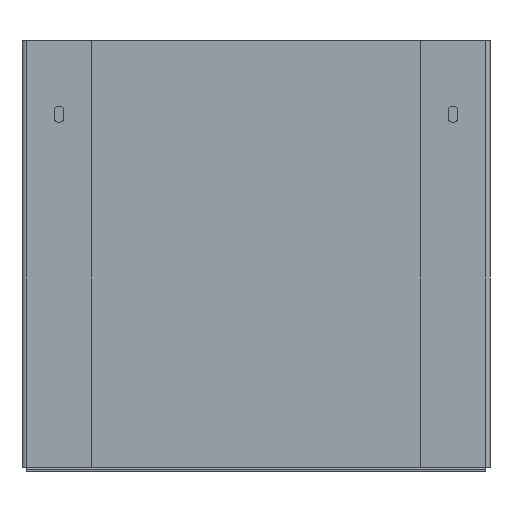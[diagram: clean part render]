
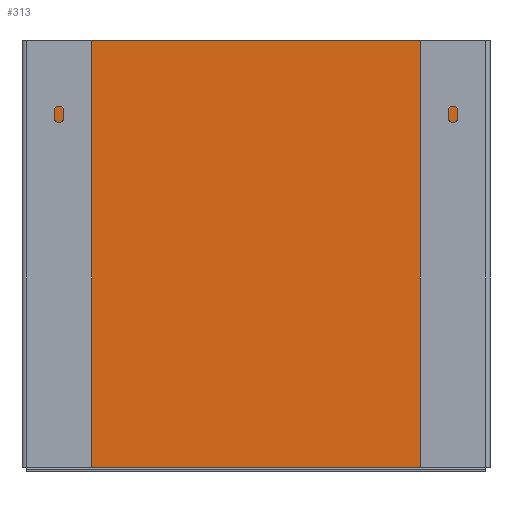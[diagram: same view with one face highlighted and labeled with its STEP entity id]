
A CAD part, left-side view. The second image highlights one B-rep face of the part: STEP entity #313.
In plain terms, the highlighted planar face has unit normal (-1, 0, 0).
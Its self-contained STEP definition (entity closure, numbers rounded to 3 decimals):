
#22 = VERTEX_POINT('',#23);
#23 = CARTESIAN_POINT('',(0.,-140.,130.));
#32 = PLANE('',#33);
#33 = AXIS2_PLACEMENT_3D('',#34,#35,#36);
#34 = CARTESIAN_POINT('',(0.,-140.,130.));
#35 = DIRECTION('',(0.,0.,1.));
#36 = DIRECTION('',(0.,1.,0.));
#85 = VERTEX_POINT('',#86);
#86 = CARTESIAN_POINT('',(0.,140.,130.));
#112 = EDGE_CURVE('',#22,#85,#113,.T.);
#113 = SURFACE_CURVE('',#114,(#118,#125),.PCURVE_S1.);
#114 = LINE('',#115,#116);
#115 = CARTESIAN_POINT('',(0.,-140.,130.));
#116 = VECTOR('',#117,1.);
#117 = DIRECTION('',(0.,1.,0.));
#118 = PCURVE('',#32,#119);
#119 = DEFINITIONAL_REPRESENTATION('',(#120),#124);
#120 = LINE('',#121,#122);
#121 = CARTESIAN_POINT('',(0.,0.));
#122 = VECTOR('',#123,1.);
#123 = DIRECTION('',(1.,0.));
#124 = ( GEOMETRIC_REPRESENTATION_CONTEXT(2) 
PARAMETRIC_REPRESENTATION_CONTEXT() REPRESENTATION_CONTEXT('2D SPACE',''
  ) );
#125 = PCURVE('',#126,#131);
#126 = PLANE('',#127);
#127 = AXIS2_PLACEMENT_3D('',#128,#129,#130);
#128 = CARTESIAN_POINT('',(0.,0.,0.));
#129 = DIRECTION('',(1.,0.,0.));
#130 = DIRECTION('',(0.,0.,1.));
#131 = DEFINITIONAL_REPRESENTATION('',(#132),#136);
#132 = LINE('',#133,#134);
#133 = CARTESIAN_POINT('',(130.,140.));
#134 = VECTOR('',#135,1.);
#135 = DIRECTION('',(0.,-1.));
#136 = ( GEOMETRIC_REPRESENTATION_CONTEXT(2) 
PARAMETRIC_REPRESENTATION_CONTEXT() REPRESENTATION_CONTEXT('2D SPACE',''
  ) );
#213 = CYLINDRICAL_SURFACE('',#214,1.);
#214 = AXIS2_PLACEMENT_3D('',#215,#216,#217);
#215 = CARTESIAN_POINT('',(-1.,-140.,130.));
#216 = DIRECTION('',(-0.,-0.,-1.));
#217 = DIRECTION('',(1.,0.,0.));
#246 = CYLINDRICAL_SURFACE('',#247,1.);
#247 = AXIS2_PLACEMENT_3D('',#248,#249,#250);
#248 = CARTESIAN_POINT('',(-1.,140.,-130.));
#249 = DIRECTION('',(0.,0.,1.));
#250 = DIRECTION('',(1.,0.,0.));
#313 = ADVANCED_FACE('',(#314),#126,.F.);
#314 = FACE_BOUND('',#315,.T.);
#315 = EDGE_LOOP('',(#316,#317,#340,#368));
#316 = ORIENTED_EDGE('',*,*,#112,.T.);
#317 = ORIENTED_EDGE('',*,*,#318,.T.);
#318 = EDGE_CURVE('',#85,#319,#321,.T.);
#319 = VERTEX_POINT('',#320);
#320 = CARTESIAN_POINT('',(0.,140.,-130.));
#321 = SURFACE_CURVE('',#322,(#326,#333),.PCURVE_S1.);
#322 = LINE('',#323,#324);
#323 = CARTESIAN_POINT('',(0.,140.,130.));
#324 = VECTOR('',#325,1.);
#325 = DIRECTION('',(0.,0.,-1.));
#326 = PCURVE('',#126,#327);
#327 = DEFINITIONAL_REPRESENTATION('',(#328),#332);
#328 = LINE('',#329,#330);
#329 = CARTESIAN_POINT('',(130.,-140.));
#330 = VECTOR('',#331,1.);
#331 = DIRECTION('',(-1.,0.));
#332 = ( GEOMETRIC_REPRESENTATION_CONTEXT(2) 
PARAMETRIC_REPRESENTATION_CONTEXT() REPRESENTATION_CONTEXT('2D SPACE',''
  ) );
#333 = PCURVE('',#246,#334);
#334 = DEFINITIONAL_REPRESENTATION('',(#335),#339);
#335 = LINE('',#336,#337);
#336 = CARTESIAN_POINT('',(0.,260.));
#337 = VECTOR('',#338,1.);
#338 = DIRECTION('',(-0.,-1.));
#339 = ( GEOMETRIC_REPRESENTATION_CONTEXT(2) 
PARAMETRIC_REPRESENTATION_CONTEXT() REPRESENTATION_CONTEXT('2D SPACE',''
  ) );
#340 = ORIENTED_EDGE('',*,*,#341,.T.);
#341 = EDGE_CURVE('',#319,#342,#344,.T.);
#342 = VERTEX_POINT('',#343);
#343 = CARTESIAN_POINT('',(0.,-140.,-130.));
#344 = SURFACE_CURVE('',#345,(#349,#356),.PCURVE_S1.);
#345 = LINE('',#346,#347);
#346 = CARTESIAN_POINT('',(0.,140.,-130.));
#347 = VECTOR('',#348,1.);
#348 = DIRECTION('',(0.,-1.,0.));
#349 = PCURVE('',#126,#350);
#350 = DEFINITIONAL_REPRESENTATION('',(#351),#355);
#351 = LINE('',#352,#353);
#352 = CARTESIAN_POINT('',(-130.,-140.));
#353 = VECTOR('',#354,1.);
#354 = DIRECTION('',(0.,1.));
#355 = ( GEOMETRIC_REPRESENTATION_CONTEXT(2) 
PARAMETRIC_REPRESENTATION_CONTEXT() REPRESENTATION_CONTEXT('2D SPACE',''
  ) );
#356 = PCURVE('',#357,#362);
#357 = CYLINDRICAL_SURFACE('',#358,1.);
#358 = AXIS2_PLACEMENT_3D('',#359,#360,#361);
#359 = CARTESIAN_POINT('',(-1.,-140.,-130.));
#360 = DIRECTION('',(0.,1.,0.));
#361 = DIRECTION('',(1.,0.,0.));
#362 = DEFINITIONAL_REPRESENTATION('',(#363),#367);
#363 = LINE('',#364,#365);
#364 = CARTESIAN_POINT('',(0.,280.));
#365 = VECTOR('',#366,1.);
#366 = DIRECTION('',(-0.,-1.));
#367 = ( GEOMETRIC_REPRESENTATION_CONTEXT(2) 
PARAMETRIC_REPRESENTATION_CONTEXT() REPRESENTATION_CONTEXT('2D SPACE',''
  ) );
#368 = ORIENTED_EDGE('',*,*,#369,.T.);
#369 = EDGE_CURVE('',#342,#22,#370,.T.);
#370 = SURFACE_CURVE('',#371,(#375,#382),.PCURVE_S1.);
#371 = LINE('',#372,#373);
#372 = CARTESIAN_POINT('',(0.,-140.,-130.));
#373 = VECTOR('',#374,1.);
#374 = DIRECTION('',(0.,0.,1.));
#375 = PCURVE('',#126,#376);
#376 = DEFINITIONAL_REPRESENTATION('',(#377),#381);
#377 = LINE('',#378,#379);
#378 = CARTESIAN_POINT('',(-130.,140.));
#379 = VECTOR('',#380,1.);
#380 = DIRECTION('',(1.,0.));
#381 = ( GEOMETRIC_REPRESENTATION_CONTEXT(2) 
PARAMETRIC_REPRESENTATION_CONTEXT() REPRESENTATION_CONTEXT('2D SPACE',''
  ) );
#382 = PCURVE('',#213,#383);
#383 = DEFINITIONAL_REPRESENTATION('',(#384),#388);
#384 = LINE('',#385,#386);
#385 = CARTESIAN_POINT('',(0.,260.));
#386 = VECTOR('',#387,1.);
#387 = DIRECTION('',(-0.,-1.));
#388 = ( GEOMETRIC_REPRESENTATION_CONTEXT(2) 
PARAMETRIC_REPRESENTATION_CONTEXT() REPRESENTATION_CONTEXT('2D SPACE',''
  ) );
